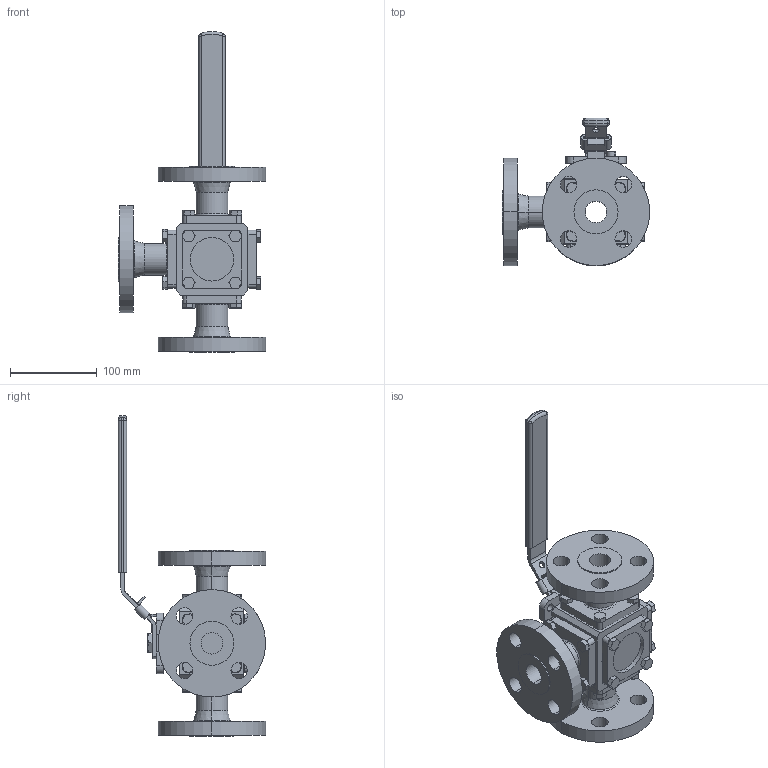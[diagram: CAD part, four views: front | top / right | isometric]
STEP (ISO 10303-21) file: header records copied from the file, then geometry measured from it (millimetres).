
FILE_DESCRIPTION (( 'STEP AP214' ), '1' );
FILE_NAME ('33-F3-0100-XXX.step', '2019-09-30T20:16:00', ( '' ), ( '' ), 'SwSTEP 2.0', 'SolidWorks 2019', '' );
FILE_SCHEMA (( 'AUTOMOTIVE_DESIGN' ));
Length unit declared in the file: millimetre
Products named in the file (2): 33-F3-0100-XXX
Bounding box: 169.99 x 169.83 x 370.11 mm (x, y, z)
Surface area: 229901 mm2 (no closed solid volume)
Topology: 0 solids, 37 shells, 583 faces, 1625 edges, 1071 vertices
Faces by surface type: plane 411, cylinder 134, torus 22, cone 12, sphere 4
Entity records: 25024 total; most frequent: CARTESIAN_POINT 3554, DIRECTION 3201, ORIENTED_EDGE 2740, EDGE_CURVE 1621, VECTOR 1145, LINE 1145, VERTEX_POINT 1071, AXIS2_PLACEMENT_3D 1028
